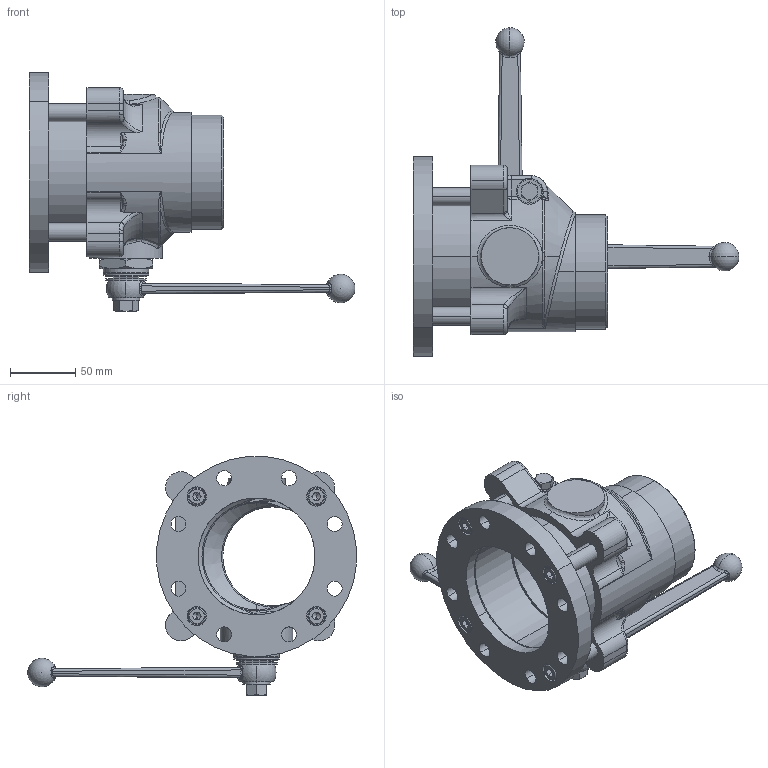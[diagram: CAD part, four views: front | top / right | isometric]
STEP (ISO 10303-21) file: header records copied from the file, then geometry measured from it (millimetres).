
FILE_DESCRIPTION (( 'STEP AP214' ), '1' );
FILE_NAME ('SGAT80GDO_251884.STEP', '2012-09-24T05:50:57', ( 'Admin2' ), ( '' ), 'SwSTEP 2.0', 'SolidWorks 2010', '' );
FILE_SCHEMA (( 'AUTOMOTIVE_DESIGN' ));
Length unit declared in the file: millimetre
Products named in the file (1): SGAT80GDO_251884
Bounding box: 250.5 x 252.71 x 183.71 mm (x, y, z)
Surface area: 182029.6 mm2 (no closed solid volume)
Topology: 0 solids, 29 shells, 845 faces, 2537 edges, 1654 vertices
Faces by surface type: plane 350, bspline 217, cylinder 151, torus 67, cone 50, sphere 10
Entity records: 51056 total; most frequent: CARTESIAN_POINT 22431, ORIENTED_EDGE 4400, DIRECTION 3749, EDGE_CURVE 2502, VERTEX_POINT 1642, LINE 1281, VECTOR 1281, AXIS2_PLACEMENT_3D 1234
